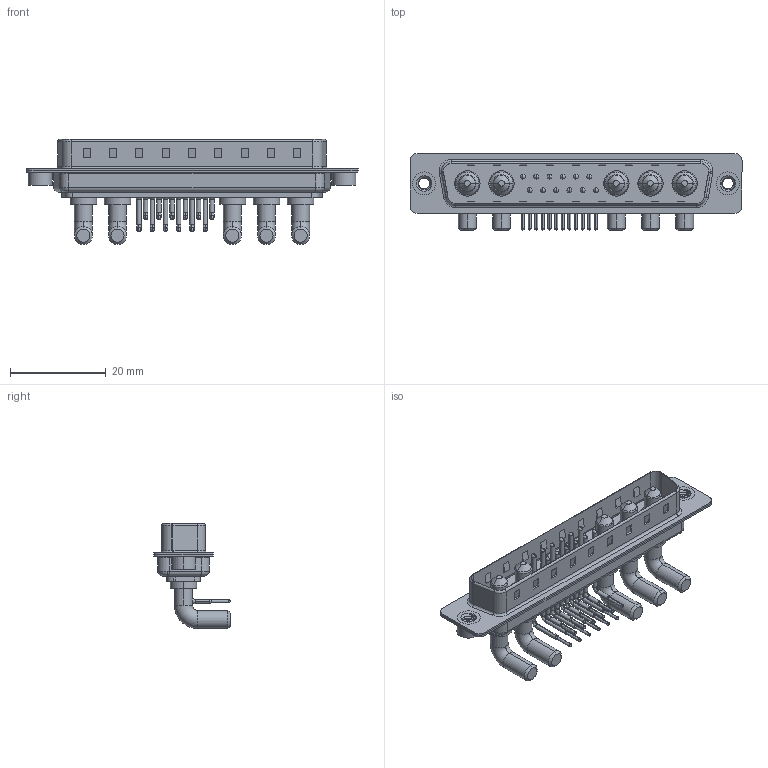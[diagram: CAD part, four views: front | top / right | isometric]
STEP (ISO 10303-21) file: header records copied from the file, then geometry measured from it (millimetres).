
FILE_DESCRIPTION (( 'STEP AP203' ), '1' );
FILE_NAME ('629-17W5640-4N2.STEP', '2022-05-15T03:49:57', ( '' ), ( '' ), 'SwSTEP 2.0', 'SolidWorks 2020', '' );
FILE_SCHEMA (( 'CONFIG_CONTROL_DESIGN' ));
Length unit declared in the file: millimetre
Products named in the file (8): Power Pin_40A RA; 629Combo Shell Front_37 Contacts; 629Combo Contact Row 2; 629Combo Threaded Rivet_2; 629Combo Contact Row 1; 629Combo Housing_17W5; 629-17W5640-4N2; 629Combo Shell Rear_37 Contacts
Assembly tree (22 placements, depth 2):
  629-17W5640-4N2
    629Combo Housing_17W5
    629Combo Shell Rear_37 Contacts
    629Combo Shell Front_37 Contacts
    629Combo Threaded Rivet_2  x2
    Power Pin_40A RA  x5
    629Combo Contact Row 1  x6
    629Combo Contact Row 2  x6
Bounding box: 69.4 x 16.05 x 21.98 mm (x, y, z)
Volume: 4914.9 mm3; surface area: 10208.2 mm2
Topology: 27 solids, 27 shells, 1947 faces, 5249 edges, 3382 vertices
Faces by surface type: plane 1021, cylinder 678, cone 95, bspline 83, torus 70
Entity records: 25622 total; most frequent: CARTESIAN_POINT 5661, DIRECTION 4037, ORIENTED_EDGE 3816, EDGE_CURVE 1908, AXIS2_PLACEMENT_3D 1429, VERTEX_POINT 1228, LINE 1179, VECTOR 1179
